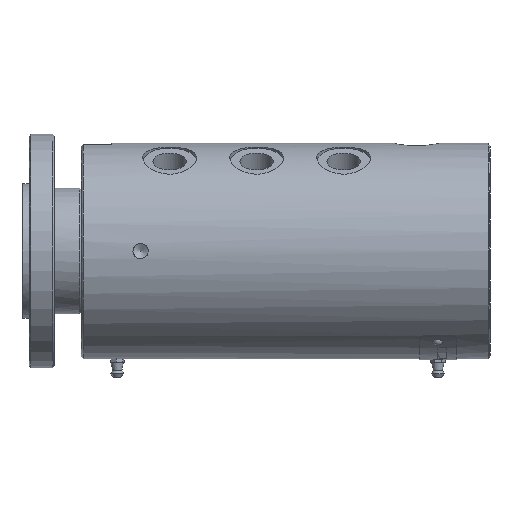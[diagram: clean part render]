
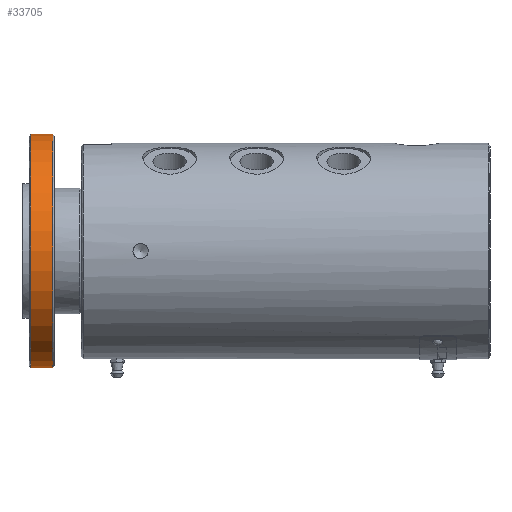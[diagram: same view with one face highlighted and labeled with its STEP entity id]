
A CAD part, front view. The second image highlights one B-rep face of the part: STEP entity #33705.
In plain terms, the highlighted cylindrical face has radius 65 mm (diameter 130 mm), a full revolution.
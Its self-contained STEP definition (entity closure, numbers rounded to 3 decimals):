
#316 = EDGE_LOOP ( 'NONE', ( #33934 ) ) ;
#920 = CARTESIAN_POINT ( 'NONE',  ( 270.795, 0., 0. ) ) ;
#1445 = DIRECTION ( 'NONE',  ( 0., 0., -1. ) ) ;
#2254 = ORIENTED_EDGE ( 'NONE', *, *, #48911, .F. ) ;
#5189 = DIRECTION ( 'NONE',  ( -1., 0., 0. ) ) ;
#5555 = AXIS2_PLACEMENT_3D ( 'NONE', #13141, #42775, #1445 ) ;
#13141 = CARTESIAN_POINT ( 'NONE',  ( 17., 0., 0. ) ) ;
#14050 = AXIS2_PLACEMENT_3D ( 'NONE', #43596, #18219, #14314 ) ;
#14314 = DIRECTION ( 'NONE',  ( 0., 0., 1. ) ) ;
#15028 = EDGE_LOOP ( 'NONE', ( #2254 ) ) ;
#17916 = VERTEX_POINT ( 'NONE', #44221 ) ;
#18219 = DIRECTION ( 'NONE',  ( 1., 0., 0. ) ) ;
#23492 = EDGE_CURVE ( 'NONE', #25852, #25852, #29211, .T. ) ;
#25610 = AXIS2_PLACEMENT_3D ( 'NONE', #920, #5189, #47603 ) ;
#25852 = VERTEX_POINT ( 'NONE', #32950 ) ;
#29211 = CIRCLE ( 'NONE', #14050, 65. ) ;
#32950 = CARTESIAN_POINT ( 'NONE',  ( 5., 0., 65. ) ) ;
#33705 = ADVANCED_FACE ( 'NONE', ( #48490, #42509 ), #39159, .T. ) ;
#33934 = ORIENTED_EDGE ( 'NONE', *, *, #23492, .T. ) ;
#39159 = CYLINDRICAL_SURFACE ( 'NONE', #25610, 65. ) ;
#42509 = FACE_OUTER_BOUND ( 'NONE', #316, .T. ) ;
#42775 = DIRECTION ( 'NONE',  ( 1., 0., 0. ) ) ;
#43596 = CARTESIAN_POINT ( 'NONE',  ( 5., 0., 0. ) ) ;
#44221 = CARTESIAN_POINT ( 'NONE',  ( 17., 0., -65. ) ) ;
#47603 = DIRECTION ( 'NONE',  ( 0., 0., 1. ) ) ;
#48490 = FACE_OUTER_BOUND ( 'NONE', #15028, .T. ) ;
#48911 = EDGE_CURVE ( 'NONE', #17916, #17916, #52294, .T. ) ;
#52294 = CIRCLE ( 'NONE', #5555, 65. ) ;
